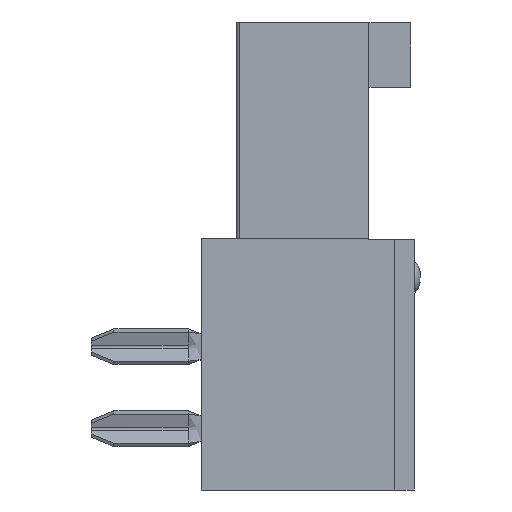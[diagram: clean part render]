
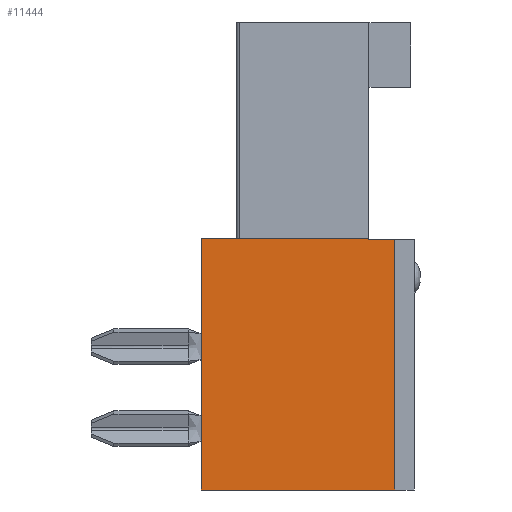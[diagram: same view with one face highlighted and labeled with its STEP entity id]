
A CAD part, left-side view. The second image highlights one B-rep face of the part: STEP entity #11444.
In plain terms, the highlighted planar face has unit normal (-1, 0, 0).
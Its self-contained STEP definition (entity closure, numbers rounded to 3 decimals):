
#2931=ORIENTED_EDGE('',*,*,#3960,.F.);
#2932=ORIENTED_EDGE('',*,*,#4908,.F.);
#2933=ORIENTED_EDGE('',*,*,#3816,.F.);
#2934=ORIENTED_EDGE('',*,*,#3812,.F.);
#2935=ORIENTED_EDGE('',*,*,#3788,.F.);
#2936=ORIENTED_EDGE('',*,*,#3775,.F.);
#3775=EDGE_CURVE('',#5380,#5381,#6464,.T.);
#3788=EDGE_CURVE('',#5381,#5392,#6471,.T.);
#3812=EDGE_CURVE('',#5392,#5411,#6490,.T.);
#3816=EDGE_CURVE('',#5411,#5415,#6494,.T.);
#3960=EDGE_CURVE('',#5539,#5380,#6623,.T.);
#4908=EDGE_CURVE('',#5415,#5539,#7501,.T.);
#5380=VERTEX_POINT('',#15695);
#5381=VERTEX_POINT('',#15697);
#5392=VERTEX_POINT('',#15723);
#5411=VERTEX_POINT('',#15764);
#5415=VERTEX_POINT('',#15778);
#5539=VERTEX_POINT('',#16059);
#6464=LINE('',#15696,#7897);
#6471=LINE('',#15722,#7904);
#6490=LINE('',#15771,#7923);
#6494=LINE('',#15777,#7927);
#6623=LINE('',#16060,#8056);
#7501=LINE('',#18156,#8934);
#7897=VECTOR('',#12648,1000.);
#7904=VECTOR('',#12671,1000.);
#7923=VECTOR('',#12704,1000.);
#7927=VECTOR('',#12712,1000.);
#8056=VECTOR('',#12899,1000.);
#8934=VECTOR('',#14745,1000.);
#9685=EDGE_LOOP('',(#2931,#2932,#2933,#2934,#2935,#2936));
#10354=FACE_BOUND('',#9685,.T.);
#10891=PLANE('',#12244);
#11444=ADVANCED_FACE('',(#10354),#10891,.F.);
#12244=AXIS2_PLACEMENT_3D('',#18157,#14746,#14747);
#12648=DIRECTION('',(0.,0.,1.));
#12671=DIRECTION('',(0.,-1.,0.));
#12704=DIRECTION('',(0.,0.,-1.));
#12712=DIRECTION('',(0.,-1.,0.));
#12899=DIRECTION('',(0.,1.,0.));
#14745=DIRECTION('',(0.,0.,-1.));
#14746=DIRECTION('',(1.,0.,0.));
#14747=DIRECTION('',(0.,0.,-1.));
#15695=CARTESIAN_POINT('',(-16.625,3.3,-3.9));
#15696=CARTESIAN_POINT('',(-16.625,3.3,-3.9));
#15697=CARTESIAN_POINT('',(-16.625,3.3,3.9));
#15722=CARTESIAN_POINT('',(-16.625,3.3,3.9));
#15723=CARTESIAN_POINT('',(-16.625,-1.9,3.9));
#15764=CARTESIAN_POINT('',(-16.625,-1.9,3.85));
#15771=CARTESIAN_POINT('',(-16.625,-1.9,3.9));
#15777=CARTESIAN_POINT('',(-16.625,-1.9,3.85));
#15778=CARTESIAN_POINT('',(-16.625,-2.7,3.85));
#16059=CARTESIAN_POINT('',(-16.625,-2.7,-3.9));
#16060=CARTESIAN_POINT('',(-16.625,-2.7,-3.9));
#18156=CARTESIAN_POINT('',(-16.625,-2.7,3.85));
#18157=CARTESIAN_POINT('',(-16.625,0.,0.));
